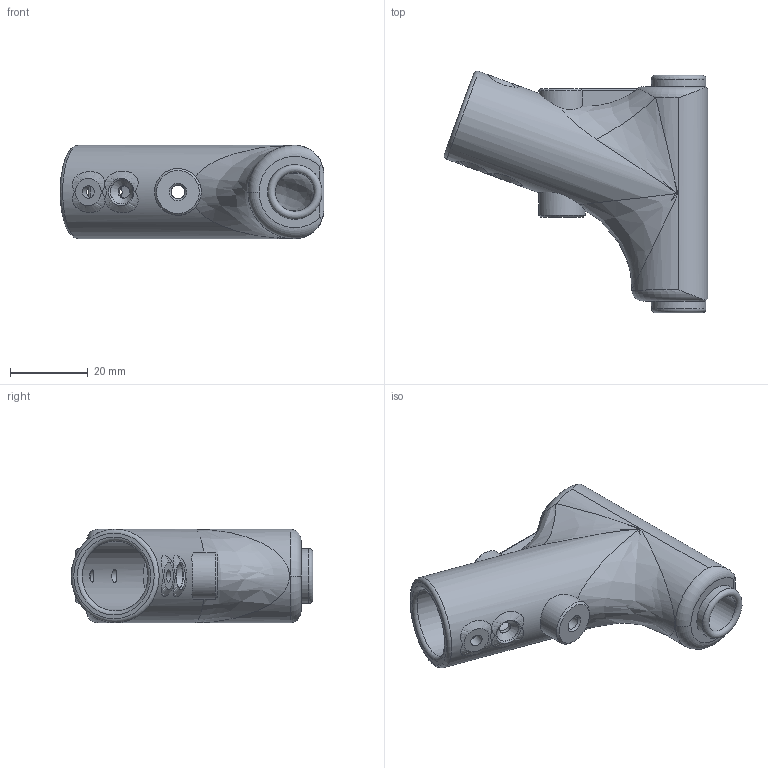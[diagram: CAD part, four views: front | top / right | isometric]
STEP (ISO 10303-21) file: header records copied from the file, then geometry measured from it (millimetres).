
FILE_DESCRIPTION(/* description */ (''),/* implementation_level */ '2;1');
FILE_NAME(/* name */ 'Landing gear pivot v5.step',/* time_stamp */ '2016-10-15T17:12:48+11:00',/* author */ (''),/* organization */ (''),/* preprocessor_version */ 'ST-DEVELOPER v16.5',/* originating_system */ 'Autodesk Translation Framework v5.2.0.2031',/* authorisation */ '');
FILE_SCHEMA (('AUTOMOTIVE_DESIGN { 1 0 10303 214 3 1 1 }'));
Length unit declared in the file: centimetre
Products named in the file (1): Landing gear pivot v5
Bounding box: 67.71 x 62.02 x 24 mm (x, y, z)
Volume: 31797.7 mm3; surface area: 12629.9 mm2
Topology: 1 solids, 1 shells, 60 faces, 176 edges, 117 vertices
Faces by surface type: cylinder 20, plane 19, torus 9, bspline 7, cone 5
Full cylindrical faces by diameter (mm): 3.2 x3, 3.5 x2, 6.2 x1, 10 x1, 12 x1, 14 x2, 18 x1, 23.98 x1
Entity records: 3372 total; most frequent: CARTESIAN_POINT 2034, ORIENTED_EDGE 262, DIRECTION 240, EDGE_CURVE 131, AXIS2_PLACEMENT_3D 103, VERTEX_POINT 97, EDGE_LOOP 96, FACE_OUTER_BOUND 60
